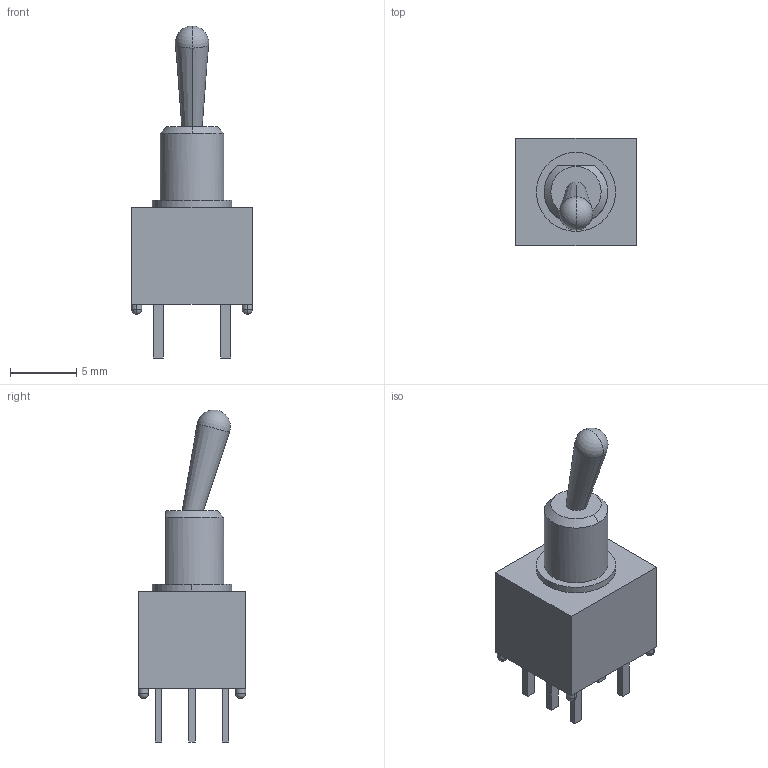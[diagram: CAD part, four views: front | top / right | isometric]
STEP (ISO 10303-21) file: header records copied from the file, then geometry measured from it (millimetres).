
FILE_DESCRIPTION((''),'2;1');
FILE_NAME('C-2267078-8','2022-09-30T08:13:57',('workeradm'),('TE Connectivity Ltd.'),'CREO PARAMETRIC BY PTC INC, 2021072','CREO PARAMETRIC BY PTC INC, 2021072','');
FILE_SCHEMA(('AUTOMOTIVE_DESIGN { 1 0 10303 214 1 1 1 1 }'));
Length unit declared in the file: millimetre
Products named in the file (1): C-2267078-8
Bounding box: 9.14 x 8.13 x 25.14 mm (x, y, z)
Volume: 694.9 mm3; surface area: 609.9 mm2
Topology: 1 solids, 1 shells, 68 faces, 164 edges, 97 vertices
Faces by surface type: plane 43, cylinder 11, sphere 10, cone 4
Entity records: 1962 total; most frequent: CARTESIAN_POINT 364, DIRECTION 327, ORIENTED_EDGE 308, EDGE_CURVE 154, AXIS2_PLACEMENT_3D 109, VECTOR 109, LINE 109, VERTEX_POINT 97
